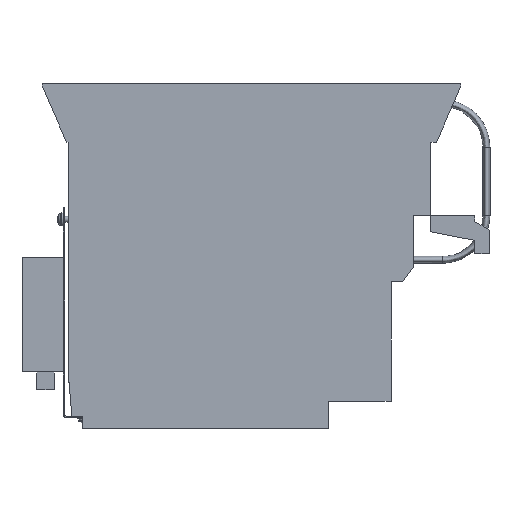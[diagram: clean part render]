
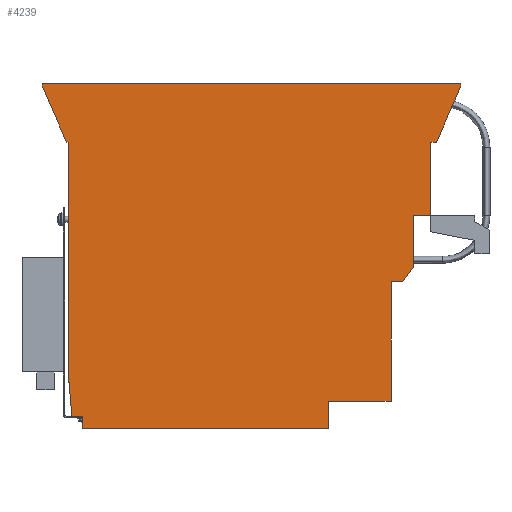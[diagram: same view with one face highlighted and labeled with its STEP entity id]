
A CAD part, left-side view. The second image highlights one B-rep face of the part: STEP entity #4239.
In plain terms, the highlighted planar face has unit normal (-1, 0, 0).
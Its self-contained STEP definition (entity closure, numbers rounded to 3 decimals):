
#2821=CARTESIAN_POINT('',(-45.,130.608,-112.25));
#2822=VERTEX_POINT('',#2821);
#2829=CARTESIAN_POINT('',(-45.0,137.871,-112.25));
#2830=VERTEX_POINT('',#2829);
#2831=CARTESIAN_POINT('',(-45.,130.608,-112.25));
#2832=DIRECTION('',(0.0,1.0,0.0));
#2833=VECTOR('',#2832,7.263);
#2834=LINE('',#2831,#2833);
#2835=EDGE_CURVE('',#2822,#2830,#2834,.T.);
#3928=CARTESIAN_POINT('',(-45.,-127.005,114.25));
#3929=VERTEX_POINT('',#3928);
#3936=CARTESIAN_POINT('',(-45.,-127.005,112.25));
#3937=VERTEX_POINT('',#3936);
#3938=CARTESIAN_POINT('',(-45.,-127.005,112.25));
#3939=DIRECTION('',(0.0,0.0,1.0));
#3940=VECTOR('',#3939,2.);
#3941=LINE('',#3938,#3940);
#3942=EDGE_CURVE('',#3937,#3929,#3941,.T.);
#3959=CARTESIAN_POINT('',(-45.,157.995,112.25));
#3960=VERTEX_POINT('',#3959);
#3961=CARTESIAN_POINT('',(-45.,141.495,74.25));
#3962=VERTEX_POINT('',#3961);
#3963=CARTESIAN_POINT('',(-45.,157.995,112.25));
#3964=DIRECTION('',(0.0,-0.398,-0.917));
#3965=VECTOR('',#3964,41.428);
#3966=LINE('',#3963,#3965);
#3967=EDGE_CURVE('',#3960,#3962,#3966,.T.);
#4028=CARTESIAN_POINT('',(-45.,-110.505,74.25));
#4029=VERTEX_POINT('',#4028);
#4030=CARTESIAN_POINT('',(-45.,-110.505,74.25));
#4031=DIRECTION('',(0.0,-0.398,0.917));
#4032=VECTOR('',#4031,41.428);
#4033=LINE('',#4030,#4032);
#4034=EDGE_CURVE('',#4029,#3937,#4033,.T.);
#4096=CARTESIAN_POINT('',(-45.,157.995,114.25));
#4097=VERTEX_POINT('',#4096);
#4098=CARTESIAN_POINT('',(-45.,157.995,114.25));
#4099=DIRECTION('',(0.0,0.0,-1.0));
#4100=VECTOR('',#4099,2.);
#4101=LINE('',#4098,#4100);
#4102=EDGE_CURVE('',#4097,#3960,#4101,.T.);
#4113=CARTESIAN_POINT('',(-45.,140.495,74.25));
#4114=DIRECTION('',(-1.0,0.0,0.0));
#4115=DIRECTION('',(0.0,0.0,1.0));
#4116=AXIS2_PLACEMENT_3D('',#4113,#4114,#4115);
#4117=PLANE('',#4116);
#4118=ORIENTED_EDGE('',*,*,#3967,.T.);
#4119=CARTESIAN_POINT('',(-45.,140.495,74.25));
#4120=VERTEX_POINT('',#4119);
#4121=CARTESIAN_POINT('',(-45.,140.495,74.25));
#4122=DIRECTION('',(0.0,1.0,0.0));
#4123=VECTOR('',#4122,1.0);
#4124=LINE('',#4121,#4123);
#4125=EDGE_CURVE('',#4120,#3962,#4124,.T.);
#4126=ORIENTED_EDGE('',*,*,#4125,.F.);
#4127=CARTESIAN_POINT('',(-45.0,140.495,-82.25));
#4128=VERTEX_POINT('',#4127);
#4129=CARTESIAN_POINT('',(-45.,140.495,74.25));
#4130=DIRECTION('',(0.0,0.0,-1.0));
#4131=VECTOR('',#4130,156.5);
#4132=LINE('',#4129,#4131);
#4133=EDGE_CURVE('',#4120,#4128,#4132,.T.);
#4134=ORIENTED_EDGE('',*,*,#4133,.T.);
#4135=CARTESIAN_POINT('',(-45.0,137.871,-112.25));
#4136=DIRECTION('',(0.0,0.087,0.996));
#4137=VECTOR('',#4136,30.115);
#4138=LINE('',#4135,#4137);
#4139=EDGE_CURVE('',#2830,#4128,#4138,.T.);
#4140=ORIENTED_EDGE('',*,*,#4139,.F.);
#4141=ORIENTED_EDGE('',*,*,#2835,.F.);
#4142=CARTESIAN_POINT('',(-45.,130.608,-120.75));
#4143=VERTEX_POINT('',#4142);
#4144=CARTESIAN_POINT('',(-45.,130.608,-112.25));
#4145=DIRECTION('',(0.0,0.0,-1.0));
#4146=VECTOR('',#4145,8.5);
#4147=LINE('',#4144,#4146);
#4148=EDGE_CURVE('',#2822,#4143,#4147,.T.);
#4149=ORIENTED_EDGE('',*,*,#4148,.T.);
#4150=CARTESIAN_POINT('',(-45.,-37.129,-120.75));
#4151=VERTEX_POINT('',#4150);
#4152=CARTESIAN_POINT('',(-45.,130.608,-120.75));
#4153=DIRECTION('',(0.0,-1.0,0.0));
#4154=VECTOR('',#4153,167.737);
#4155=LINE('',#4152,#4154);
#4156=EDGE_CURVE('',#4143,#4151,#4155,.T.);
#4157=ORIENTED_EDGE('',*,*,#4156,.T.);
#4158=CARTESIAN_POINT('',(-45.,-37.129,-102.25));
#4159=VERTEX_POINT('',#4158);
#4160=CARTESIAN_POINT('',(-45.,-37.129,-102.25));
#4161=DIRECTION('',(0.0,0.0,-1.0));
#4162=VECTOR('',#4161,18.5);
#4163=LINE('',#4160,#4162);
#4164=EDGE_CURVE('',#4159,#4151,#4163,.T.);
#4165=ORIENTED_EDGE('',*,*,#4164,.F.);
#4166=CARTESIAN_POINT('',(-45.0,-79.505,-102.25));
#4167=VERTEX_POINT('',#4166);
#4168=CARTESIAN_POINT('',(-45.,-37.129,-102.25));
#4169=DIRECTION('',(0.0,-1.0,0.0));
#4170=VECTOR('',#4169,42.375);
#4171=LINE('',#4168,#4170);
#4172=EDGE_CURVE('',#4159,#4167,#4171,.T.);
#4173=ORIENTED_EDGE('',*,*,#4172,.T.);
#4174=CARTESIAN_POINT('',(-45.0,-79.505,-20.75));
#4175=VERTEX_POINT('',#4174);
#4176=CARTESIAN_POINT('',(-45.0,-79.505,-20.75));
#4177=DIRECTION('',(0.0,0.0,-1.0));
#4178=VECTOR('',#4177,81.5);
#4179=LINE('',#4176,#4178);
#4180=EDGE_CURVE('',#4175,#4167,#4179,.T.);
#4181=ORIENTED_EDGE('',*,*,#4180,.F.);
#4182=CARTESIAN_POINT('',(-45.0,-87.505,-20.75));
#4183=VERTEX_POINT('',#4182);
#4184=CARTESIAN_POINT('',(-45.0,-87.505,-20.75));
#4185=DIRECTION('',(0.0,1.0,0.0));
#4186=VECTOR('',#4185,8.);
#4187=LINE('',#4184,#4186);
#4188=EDGE_CURVE('',#4183,#4175,#4187,.T.);
#4189=ORIENTED_EDGE('',*,*,#4188,.F.);
#4190=CARTESIAN_POINT('',(-45.0,-94.505,-10.75));
#4191=VERTEX_POINT('',#4190);
#4192=CARTESIAN_POINT('',(-45.0,-94.505,-10.75));
#4193=DIRECTION('',(0.0,0.573,-0.819));
#4194=VECTOR('',#4193,12.207);
#4195=LINE('',#4192,#4194);
#4196=EDGE_CURVE('',#4191,#4183,#4195,.T.);
#4197=ORIENTED_EDGE('',*,*,#4196,.F.);
#4198=CARTESIAN_POINT('',(-45.0,-94.505,24.25));
#4199=VERTEX_POINT('',#4198);
#4200=CARTESIAN_POINT('',(-45.0,-94.505,24.25));
#4201=DIRECTION('',(0.0,0.0,-1.0));
#4202=VECTOR('',#4201,35.0);
#4203=LINE('',#4200,#4202);
#4204=EDGE_CURVE('',#4199,#4191,#4203,.T.);
#4205=ORIENTED_EDGE('',*,*,#4204,.F.);
#4206=CARTESIAN_POINT('',(-45.,-106.505,24.25));
#4207=VERTEX_POINT('',#4206);
#4208=CARTESIAN_POINT('',(-45.0,-94.505,24.25));
#4209=DIRECTION('',(0.0,-1.0,0.0));
#4210=VECTOR('',#4209,12.);
#4211=LINE('',#4208,#4210);
#4212=EDGE_CURVE('',#4199,#4207,#4211,.T.);
#4213=ORIENTED_EDGE('',*,*,#4212,.T.);
#4214=CARTESIAN_POINT('',(-45.,-106.505,74.25));
#4215=VERTEX_POINT('',#4214);
#4216=CARTESIAN_POINT('',(-45.,-106.505,74.25));
#4217=DIRECTION('',(0.0,0.0,-1.0));
#4218=VECTOR('',#4217,50.);
#4219=LINE('',#4216,#4218);
#4220=EDGE_CURVE('',#4215,#4207,#4219,.T.);
#4221=ORIENTED_EDGE('',*,*,#4220,.F.);
#4222=CARTESIAN_POINT('',(-45.,-110.505,74.25));
#4223=DIRECTION('',(0.0,1.0,0.0));
#4224=VECTOR('',#4223,4.0);
#4225=LINE('',#4222,#4224);
#4226=EDGE_CURVE('',#4029,#4215,#4225,.T.);
#4227=ORIENTED_EDGE('',*,*,#4226,.F.);
#4228=ORIENTED_EDGE('',*,*,#4034,.T.);
#4229=ORIENTED_EDGE('',*,*,#3942,.T.);
#4230=CARTESIAN_POINT('',(-45.,-127.005,114.25));
#4231=DIRECTION('',(0.0,1.0,0.0));
#4232=VECTOR('',#4231,285.);
#4233=LINE('',#4230,#4232);
#4234=EDGE_CURVE('',#3929,#4097,#4233,.T.);
#4235=ORIENTED_EDGE('',*,*,#4234,.T.);
#4236=ORIENTED_EDGE('',*,*,#4102,.T.);
#4237=EDGE_LOOP('',(#4118,#4126,#4134,#4140,#4141,#4149,#4157,#4165,#4173,#4181,#4189,#4197,#4205,#4213,#4221,#4227,#4228,#4229,#4235,#4236));
#4238=FACE_OUTER_BOUND('',#4237,.T.);
#4239=ADVANCED_FACE('',(#4238),#4117,.T.);
